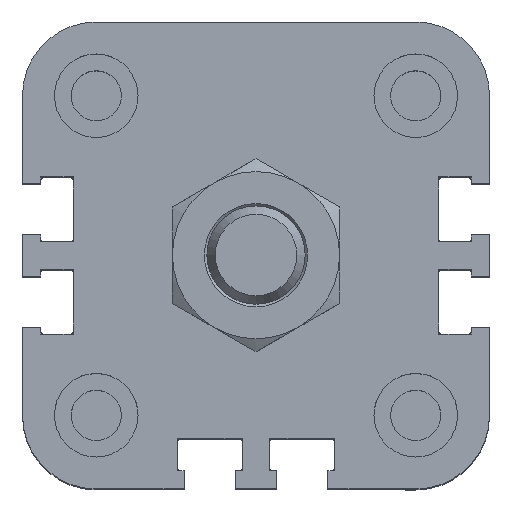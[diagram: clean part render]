
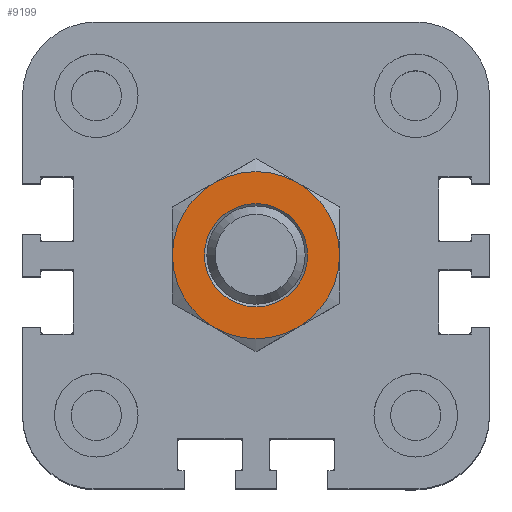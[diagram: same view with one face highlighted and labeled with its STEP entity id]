
A CAD part, top view. The second image highlights one B-rep face of the part: STEP entity #9199.
In plain terms, the highlighted face is planar.
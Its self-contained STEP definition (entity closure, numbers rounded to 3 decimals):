
#9103=CARTESIAN_POINT('',(-5.25,0.,0.0));
#9104=VERTEX_POINT('',#9103);
#9105=CARTESIAN_POINT('',(0.0,0.0,0.0));
#9106=DIRECTION('',(0.0,0.0,-1.0));
#9107=DIRECTION('',(1.0,0.0,0.0));
#9108=AXIS2_PLACEMENT_3D('',#9105,#9106,#9107);
#9109=CIRCLE('',#9108,5.25);
#9110=EDGE_CURVE('',#9104,#9104,#9109,.T.);
#9135=CARTESIAN_POINT('',(0.,0.,0.0));
#9136=DIRECTION('',(0.0,0.0,1.0));
#9137=DIRECTION('',(1.0,0.0,0.0));
#9138=AXIS2_PLACEMENT_3D('',#9135,#9136,#9137);
#9139=PLANE('',#9138);
#9140=CARTESIAN_POINT('',(-7.361,4.25,0.));
#9141=VERTEX_POINT('',#9140);
#9142=CARTESIAN_POINT('',(0.,8.5,0.));
#9143=VERTEX_POINT('',#9142);
#9144=CARTESIAN_POINT('',(0.0,0.0,0.0));
#9145=DIRECTION('',(0.0,0.0,-1.0));
#9146=DIRECTION('',(1.0,0.0,0.0));
#9147=AXIS2_PLACEMENT_3D('',#9144,#9145,#9146);
#9148=CIRCLE('',#9147,8.5);
#9149=EDGE_CURVE('',#9141,#9143,#9148,.T.);
#9150=ORIENTED_EDGE('',*,*,#9149,.T.);
#9151=CARTESIAN_POINT('',(7.361,4.25,0.));
#9152=VERTEX_POINT('',#9151);
#9153=CARTESIAN_POINT('',(0.0,0.0,0.0));
#9154=DIRECTION('',(0.0,0.0,-1.0));
#9155=DIRECTION('',(1.0,0.0,0.0));
#9156=AXIS2_PLACEMENT_3D('',#9153,#9154,#9155);
#9157=CIRCLE('',#9156,8.5);
#9158=EDGE_CURVE('',#9143,#9152,#9157,.T.);
#9159=ORIENTED_EDGE('',*,*,#9158,.T.);
#9160=CARTESIAN_POINT('',(7.361,-4.25,0.));
#9161=VERTEX_POINT('',#9160);
#9162=CARTESIAN_POINT('',(0.0,0.0,0.0));
#9163=DIRECTION('',(0.0,0.0,-1.0));
#9164=DIRECTION('',(1.0,0.0,0.0));
#9165=AXIS2_PLACEMENT_3D('',#9162,#9163,#9164);
#9166=CIRCLE('',#9165,8.5);
#9167=EDGE_CURVE('',#9152,#9161,#9166,.T.);
#9168=ORIENTED_EDGE('',*,*,#9167,.T.);
#9169=CARTESIAN_POINT('',(0.,-8.5,0.));
#9170=VERTEX_POINT('',#9169);
#9171=CARTESIAN_POINT('',(0.0,0.0,0.0));
#9172=DIRECTION('',(0.0,0.0,-1.0));
#9173=DIRECTION('',(1.0,0.0,0.0));
#9174=AXIS2_PLACEMENT_3D('',#9171,#9172,#9173);
#9175=CIRCLE('',#9174,8.5);
#9176=EDGE_CURVE('',#9161,#9170,#9175,.T.);
#9177=ORIENTED_EDGE('',*,*,#9176,.T.);
#9178=CARTESIAN_POINT('',(-7.361,-4.25,0.));
#9179=VERTEX_POINT('',#9178);
#9180=CARTESIAN_POINT('',(0.0,0.0,0.0));
#9181=DIRECTION('',(0.0,0.0,-1.0));
#9182=DIRECTION('',(1.0,0.0,0.0));
#9183=AXIS2_PLACEMENT_3D('',#9180,#9181,#9182);
#9184=CIRCLE('',#9183,8.5);
#9185=EDGE_CURVE('',#9170,#9179,#9184,.T.);
#9186=ORIENTED_EDGE('',*,*,#9185,.T.);
#9187=CARTESIAN_POINT('',(0.0,0.0,0.0));
#9188=DIRECTION('',(0.0,0.0,-1.0));
#9189=DIRECTION('',(1.0,0.0,0.0));
#9190=AXIS2_PLACEMENT_3D('',#9187,#9188,#9189);
#9191=CIRCLE('',#9190,8.5);
#9192=EDGE_CURVE('',#9179,#9141,#9191,.T.);
#9193=ORIENTED_EDGE('',*,*,#9192,.T.);
#9194=EDGE_LOOP('',(#9150,#9159,#9168,#9177,#9186,#9193));
#9195=FACE_OUTER_BOUND('',#9194,.T.);
#9196=ORIENTED_EDGE('',*,*,#9110,.F.);
#9197=EDGE_LOOP('',(#9196));
#9198=FACE_BOUND('',#9197,.T.);
#9199=ADVANCED_FACE('',(#9195,#9198),#9139,.F.);
